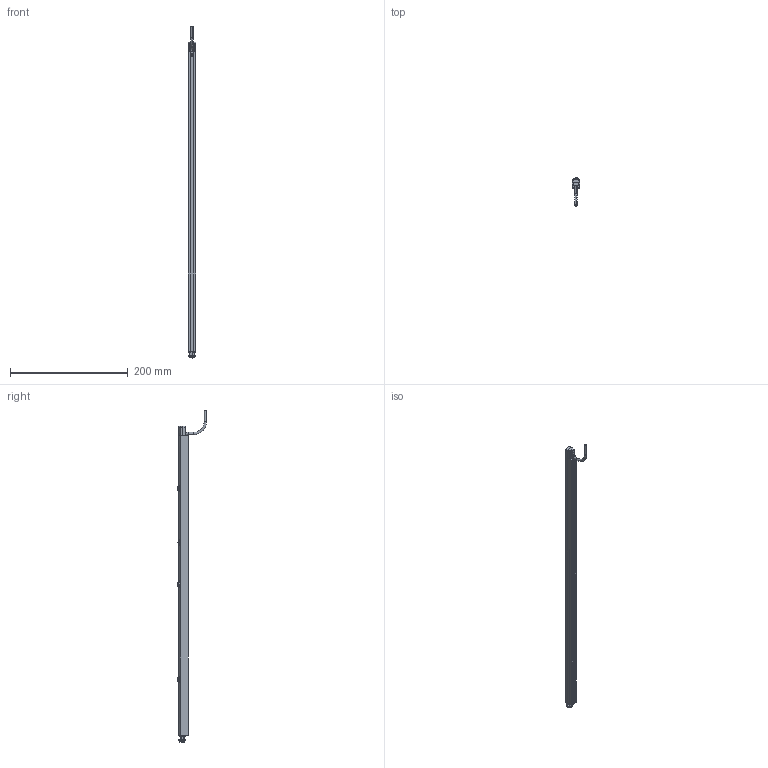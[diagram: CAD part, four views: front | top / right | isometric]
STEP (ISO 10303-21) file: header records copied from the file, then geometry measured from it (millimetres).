
FILE_DESCRIPTION((''),'2;1');
FILE_NAME('221605_SM01_ASM','2022-07-15T08:49:26',('PDMAdmin'),('BANNER ENGINEERING'),'CREO PARAMETRIC BY PTC INC, 2019292','CREO PARAMETRIC BY PTC INC, 2019292','');
FILE_SCHEMA(('CONFIG_CONTROL_DESIGN'));
Products named in the file (2): 221605_SM01; 221605_SM01_ASM
Assembly tree (1 placements, depth 2):
  221605_SM01_ASM
    221605_SM01
Bounding box: 12 x 49.1 x 564.2 mm (x, y, z)
Volume: 67734.1 mm3; surface area: 72928.4 mm2
Topology: 2 solids, 2 shells, 751 faces, 2004 edges, 1232 vertices
Faces by surface type: bspline 254, plane 251, cylinder 159, cone 39, sphere 18, revolution 12, torus 10, extrusion 8
Entity records: 49391 total; most frequent: CARTESIAN_POINT 33420, ORIENTED_EDGE 3980, DIRECTION 2331, EDGE_CURVE 1990, VERTEX_POINT 1232, B_SPLINE_CURVE_WITH_KNOTS 957, AXIS2_PLACEMENT_3D 778, EDGE_LOOP 772
